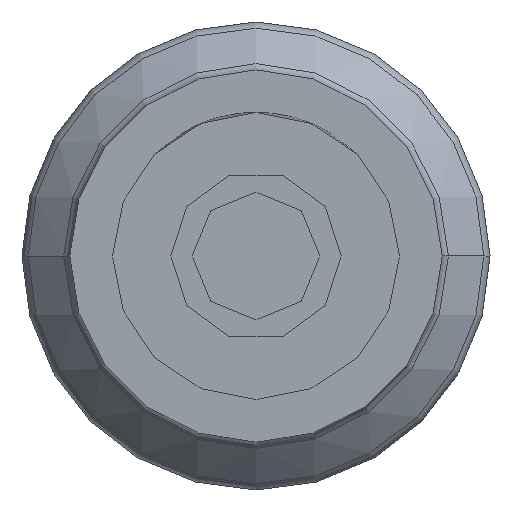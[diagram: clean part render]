
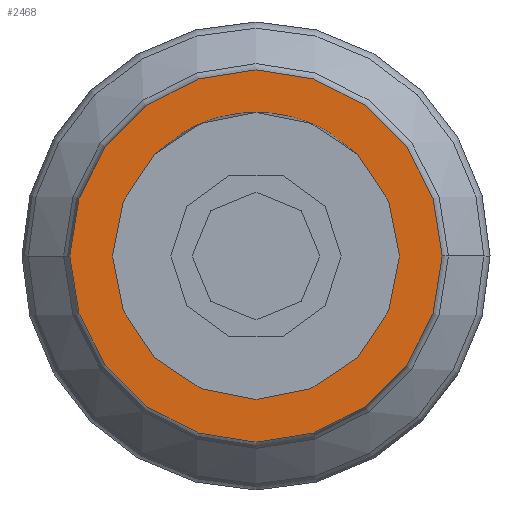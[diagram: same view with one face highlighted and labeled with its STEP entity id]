
A CAD part, front view. The second image highlights one B-rep face of the part: STEP entity #2468.
In plain terms, the highlighted planar face has unit normal (0, -1, 0).
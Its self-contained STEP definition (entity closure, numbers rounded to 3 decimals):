
#46 = DIRECTION ( 'NONE',  ( 0., -1., 0. ) ) ;
#65 = ORIENTED_EDGE ( 'NONE', *, *, #139, .F. ) ;
#81 = CARTESIAN_POINT ( 'NONE',  ( 0., -22., 0. ) ) ;
#103 = FACE_OUTER_BOUND ( 'NONE', #1057, .T. ) ;
#139 = EDGE_CURVE ( 'Defeature ausgef�hrt2_10+Defeature ausgef�hrt2_1+Defeature ausgef�hrt2_1+Defeature ausgef�hrt2_1', #427, #424, #3109, .T. ) ;
#178 = DIRECTION ( 'NONE',  ( -1., 0., 0. ) ) ;
#230 = DIRECTION ( 'NONE',  ( -1., 0., 0. ) ) ;
#243 = PLANE ( 'NONE',  #1974 ) ;
#357 = EDGE_CURVE ( 'Defeature ausgef�hrt2_2+Defeature ausgef�hrt2_1+Defeature ausgef�hrt2_1+Defeature ausgef�hrt2_1', #2494, #1216, #1393, .T. ) ;
#424 = VERTEX_POINT ( 'NONE', #2122 ) ;
#427 = VERTEX_POINT ( 'NONE', #1296 ) ;
#914 = CARTESIAN_POINT ( 'NONE',  ( 0., -22., 0. ) ) ;
#1025 = CIRCLE ( 'NONE', #1765, 0.675 ) ;
#1057 = EDGE_LOOP ( 'NONE', ( #1345, #1288 ) ) ;
#1080 = DIRECTION ( 'NONE',  ( 0., -1., 0. ) ) ;
#1124 = ORIENTED_EDGE ( 'NONE', *, *, #2668, .F. ) ;
#1191 = DIRECTION ( 'NONE',  ( -1., 0., 0. ) ) ;
#1216 = VERTEX_POINT ( 'NONE', #1878 ) ;
#1288 = ORIENTED_EDGE ( 'NONE', *, *, #357, .F. ) ;
#1296 = CARTESIAN_POINT ( 'NONE',  ( -0.675, -22., 0. ) ) ;
#1345 = ORIENTED_EDGE ( 'NONE', *, *, #1358, .F. ) ;
#1358 = EDGE_CURVE ( 'Defeature ausgef�hrt2_2+Defeature ausgef�hrt2_1+Defeature ausgef�hrt2_1+Defeature ausgef�hrt2_1', #1216, #2494, #2709, .T. ) ;
#1393 = CIRCLE ( 'NONE', #3209, 0.875 ) ;
#1547 = DIRECTION ( 'NONE',  ( 0., 1., 0. ) ) ;
#1684 = CARTESIAN_POINT ( 'NONE',  ( 0., -22., 0. ) ) ;
#1765 = AXIS2_PLACEMENT_3D ( 'NONE', #1684, #1080, #3339 ) ;
#1793 = DIRECTION ( 'NONE',  ( -1., 0., 0. ) ) ;
#1851 = CARTESIAN_POINT ( 'NONE',  ( 0., -22., 0. ) ) ;
#1878 = CARTESIAN_POINT ( 'NONE',  ( -0.875, -22., 0. ) ) ;
#1942 = DIRECTION ( 'NONE',  ( 0., 1., 0. ) ) ;
#1974 = AXIS2_PLACEMENT_3D ( 'NONE', #3576, #1942, #230 ) ;
#2122 = CARTESIAN_POINT ( 'NONE',  ( 0.675, -22., 0. ) ) ;
#2328 = DIRECTION ( 'NONE',  ( 0., 1., 0. ) ) ;
#2468 = ADVANCED_FACE ( 'Defeature ausgef�hrt2_1', ( #2475, #103 ), #243, .F. ) ;
#2475 = FACE_BOUND ( 'NONE', #2734, .T. ) ;
#2494 = VERTEX_POINT ( 'NONE', #3014 ) ;
#2504 = AXIS2_PLACEMENT_3D ( 'NONE', #81, #2328, #1793 ) ;
#2668 = EDGE_CURVE ( 'Defeature ausgef�hrt2_10+Defeature ausgef�hrt2_1+Defeature ausgef�hrt2_1+Defeature ausgef�hrt2_1', #424, #427, #1025, .T. ) ;
#2709 = CIRCLE ( 'NONE', #2504, 0.875 ) ;
#2734 = EDGE_LOOP ( 'NONE', ( #65, #1124 ) ) ;
#3014 = CARTESIAN_POINT ( 'NONE',  ( 0.875, -22., 0. ) ) ;
#3109 = CIRCLE ( 'NONE', #3166, 0.675 ) ;
#3166 = AXIS2_PLACEMENT_3D ( 'NONE', #914, #46, #1191 ) ;
#3209 = AXIS2_PLACEMENT_3D ( 'NONE', #1851, #1547, #178 ) ;
#3339 = DIRECTION ( 'NONE',  ( -1., 0., 0. ) ) ;
#3576 = CARTESIAN_POINT ( 'NONE',  ( 0.875, -22., 0. ) ) ;
